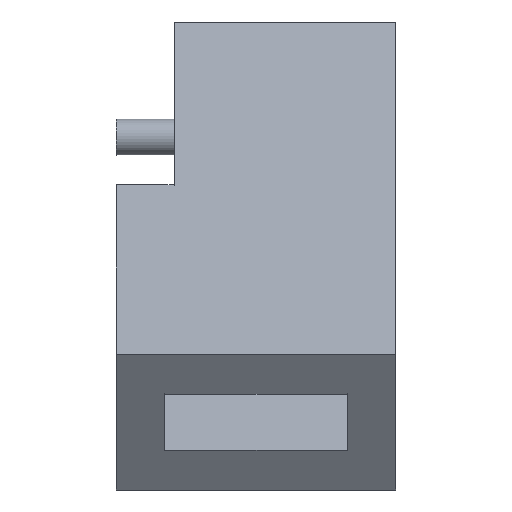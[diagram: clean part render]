
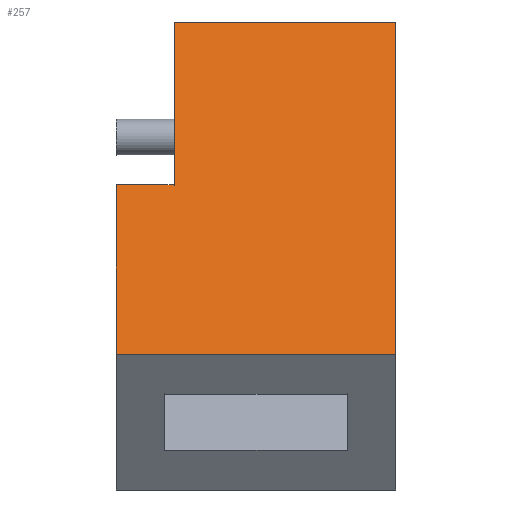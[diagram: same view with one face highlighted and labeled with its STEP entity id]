
A CAD part, front view. The second image highlights one B-rep face of the part: STEP entity #257.
In plain terms, the highlighted planar face has unit normal (0, -0.574, 0.819).
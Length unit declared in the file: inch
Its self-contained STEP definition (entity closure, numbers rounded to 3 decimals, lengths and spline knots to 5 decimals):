
#33=FACE_OUTER_BOUND('',#49,.T.);
#49=EDGE_LOOP('',(#206,#207,#208,#209,#210,#211));
#60=LINE('',#385,#89);
#63=LINE('',#393,#92);
#65=LINE('',#397,#94);
#76=LINE('',#420,#105);
#77=LINE('',#422,#106);
#78=LINE('',#423,#107);
#89=VECTOR('',#314,0.3937);
#92=VECTOR('',#321,0.3937);
#94=VECTOR('',#325,0.3937);
#105=VECTOR('',#348,0.3937);
#106=VECTOR('',#349,0.3937);
#107=VECTOR('',#350,0.3937);
#119=VERTEX_POINT('',#381);
#121=VERTEX_POINT('',#384);
#124=VERTEX_POINT('',#392);
#125=VERTEX_POINT('',#396);
#131=VERTEX_POINT('',#419);
#132=VERTEX_POINT('',#421);
#143=EDGE_CURVE('',#121,#119,#60,.T.);
#147=EDGE_CURVE('',#124,#121,#63,.T.);
#149=EDGE_CURVE('',#124,#125,#65,.T.);
#160=EDGE_CURVE('',#131,#119,#76,.T.);
#161=EDGE_CURVE('',#132,#131,#77,.T.);
#162=EDGE_CURVE('',#132,#125,#78,.T.);
#206=ORIENTED_EDGE('',*,*,#160,.F.);
#207=ORIENTED_EDGE('',*,*,#161,.F.);
#208=ORIENTED_EDGE('',*,*,#162,.T.);
#209=ORIENTED_EDGE('',*,*,#149,.F.);
#210=ORIENTED_EDGE('',*,*,#147,.T.);
#211=ORIENTED_EDGE('',*,*,#143,.T.);
#242=PLANE('',#290);
#257=ADVANCED_FACE('',(#33),#242,.T.);
#290=AXIS2_PLACEMENT_3D('',#418,#346,#347);
#314=DIRECTION('',(-1.,0.,0.));
#321=DIRECTION('',(0.,-0.819,-0.574));
#325=DIRECTION('',(1.,0.,0.));
#346=DIRECTION('center_axis',(0.,-0.574,0.819));
#347=DIRECTION('ref_axis',(-1.,0.,0.));
#348=DIRECTION('',(0.,0.819,0.574));
#349=DIRECTION('',(-1.,0.,0.));
#350=DIRECTION('',(0.,0.819,0.574));
#381=CARTESIAN_POINT('',(6.66289,-0.74583,2.33784));
#384=CARTESIAN_POINT('',(6.86289,-0.74583,2.33784));
#385=CARTESIAN_POINT('',(6.66289,-0.74583,2.33784));
#392=CARTESIAN_POINT('',(6.86289,0.05635,2.89953));
#393=CARTESIAN_POINT('',(6.86289,-0.66776,2.3925));
#396=CARTESIAN_POINT('',(7.62844,0.05635,2.89953));
#397=CARTESIAN_POINT('',(6.66289,0.05635,2.89953));
#418=CARTESIAN_POINT('Origin',(7.62844,-0.96759,2.18256));
#419=CARTESIAN_POINT('',(6.66289,-1.58195,1.75238));
#420=CARTESIAN_POINT('',(6.66289,-0.96759,2.18256));
#421=CARTESIAN_POINT('',(7.62844,-1.58195,1.75238));
#422=CARTESIAN_POINT('',(6.66289,-1.58195,1.75238));
#423=CARTESIAN_POINT('',(7.62844,-0.96759,2.18256));
